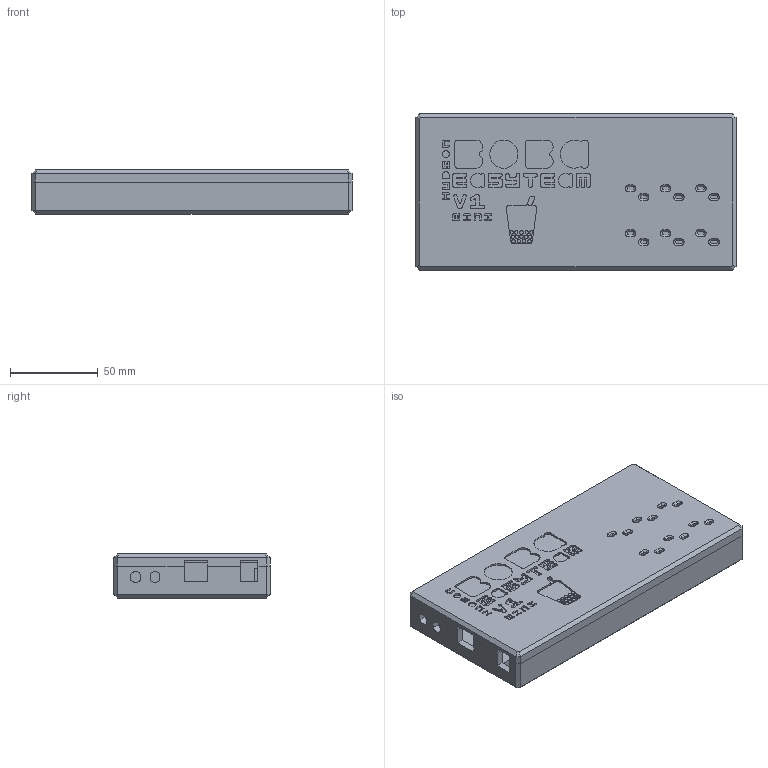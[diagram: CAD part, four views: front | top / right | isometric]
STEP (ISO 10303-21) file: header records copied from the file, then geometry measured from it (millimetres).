
FILE_DESCRIPTION(('HOOPS Exchange Step'),'2;1');
FILE_NAME('temp_export','2021-08-20T05:21:51-07:00',('poastoast'),('Shapr3D Limited'),'HOOPS Exchange 2021.1','Shapr3D','Authorized');
FILE_SCHEMA( ('AP203_CONFIGURATION_CONTROLLED_3D_DESIGN_OF_MECHANICAL_PARTS_AND_ASSEMBLIES_MIM_LF') );
Length unit declared in the file: millimetre
Products named in the file (1): 0405939B-3A7E-4383-A588-5DCFD2714FA5.tmp
Bounding box: 182 x 89 x 25.2 mm (x, y, z)
Volume: 166215.2 mm3; surface area: 86831.1 mm2
Topology: 2 solids, 2 shells, 742 faces, 1983 edges, 1293 vertices
Faces by surface type: plane 395, cylinder 299, cone 48
Full cylindrical faces by diameter (mm): 2 x14, 2.3 x4, 2.8 x3, 4 x1, 16 x1
Entity records: 23275 total; most frequent: DIRECTION 4123, CARTESIAN_POINT 4019, ORIENTED_EDGE 3966, EDGE_CURVE 1983, AXIS2_PLACEMENT_3D 1397, VECTOR 1329, LINE 1329, VERTEX_POINT 1293
